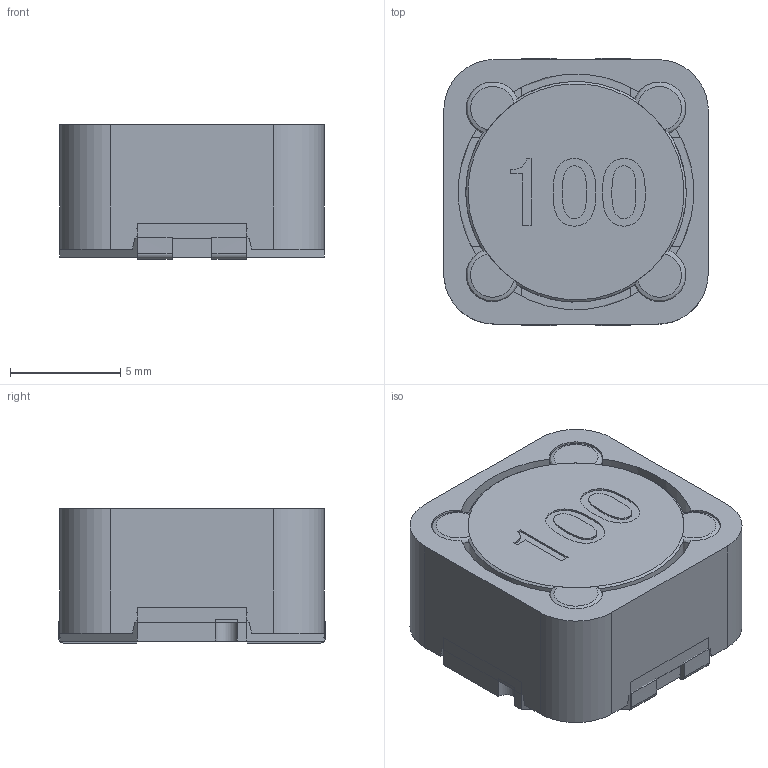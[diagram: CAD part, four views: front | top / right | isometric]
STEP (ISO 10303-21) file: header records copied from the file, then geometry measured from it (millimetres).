
FILE_DESCRIPTION(('FreeCAD Model'),'2;1');
FILE_NAME( 'SRF1260.step', '2020-07-31T13:58:05',('kicad StepUp'),('ksu MCAD'), 'Open CASCADE STEP processor 7.4','FreeCAD','Unknown');
FILE_SCHEMA(('AUTOMOTIVE_DESIGN { 1 0 10303 214 1 1 1 1 }'));
Length unit declared in the file: millimetre
Products named in the file (1): SRF1260
Bounding box: 12 x 12.12 x 6.09 mm (x, y, z)
Volume: 533.5 mm3; surface area: 1502.6 mm2
Topology: 14 solids, 14 shells, 301 faces, 2224 edges, 6375 vertices
Faces by surface type: bspline 301
Entity records: 25066 total; most frequent: CARTESIAN_POINT 14166, B_SPLINE_CURVE_WITH_KNOTS 1815, GEOMETRIC_CURVE_SET 1483, ORIENTED_EDGE 1482, TRIMMED_CURVE 1482, EDGE_CURVE 741, VERTEX_POINT 475, FACE_BOUND 318
